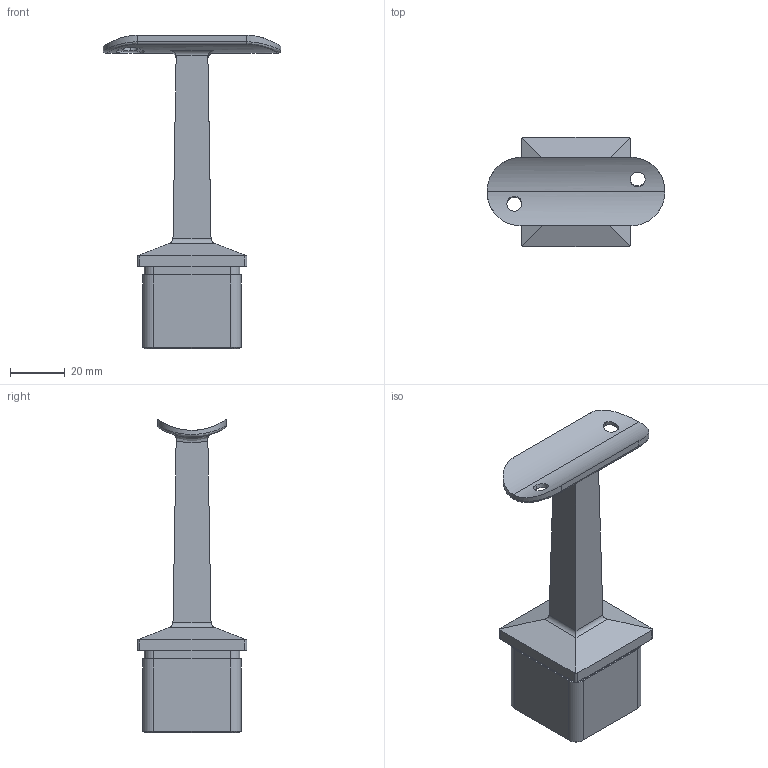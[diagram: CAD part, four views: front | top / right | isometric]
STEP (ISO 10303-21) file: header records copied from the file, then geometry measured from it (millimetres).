
FILE_DESCRIPTION (( 'STEP AP203' ), '1' );
FILE_NAME ('A14_4710-042.STEP', '2021-05-10T07:12:10', ( '' ), ( '' ), 'SwSTEP 2.0', 'SolidWorks 2019', '' );
FILE_SCHEMA (( 'CONFIG_CONTROL_DESIGN' ));
Length unit declared in the file: millimetre
Products named in the file (1): A14_4710-042
Bounding box: 65 x 40 x 114.58 mm (x, y, z)
Volume: 28033.7 mm3; surface area: 19186.8 mm2
Topology: 1 solids, 1 shells, 118 faces, 309 edges, 195 vertices
Faces by surface type: cylinder 51, plane 48, cone 12, bspline 5, sphere 2
Entity records: 4649 total; most frequent: CARTESIAN_POINT 1810, ORIENTED_EDGE 618, DIRECTION 530, EDGE_CURVE 309, VERTEX_POINT 195, AXIS2_PLACEMENT_3D 179, LINE 172, VECTOR 172
